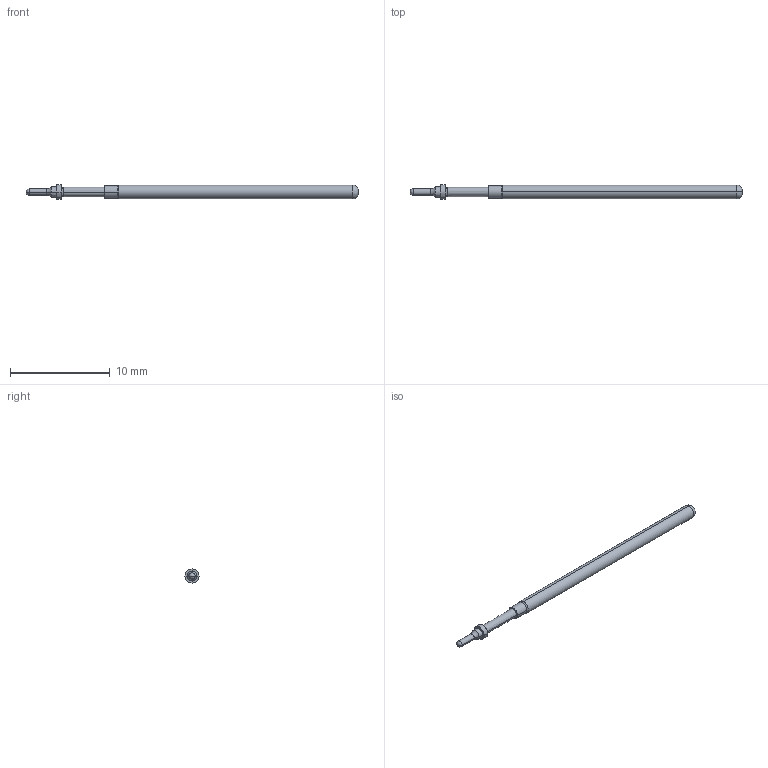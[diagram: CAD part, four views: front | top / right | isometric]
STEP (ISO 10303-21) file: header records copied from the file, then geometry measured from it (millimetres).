
FILE_DESCRIPTION (( 'STEP AP214' ), '1' );
FILE_NAME ('100-PRP2570_.STEP', '2016-05-27T14:04:57', ( 'spare' ), ( '' ), 'SwSTEP 2.0', 'SolidWorks 2016', '' );
FILE_SCHEMA (( 'AUTOMOTIVE_DESIGN' ));
Length unit declared in the file: inch
Products named in the file (1): 100-PRP2570_
Bounding box: 33.28 x 1.42 x 1.42 mm (x, y, z)
Volume: 41.8 mm3; surface area: 132.8 mm2
Topology: 1 solids, 1 shells, 29 faces, 60 edges, 33 vertices
Faces by surface type: torus 10, cylinder 10, cone 6, plane 3
Entity records: 1175 total; most frequent: DIRECTION 160, CARTESIAN_POINT 121, ORIENTED_EDGE 116, AXIS2_PLACEMENT_3D 72, EDGE_CURVE 58, CIRCLE 42, VERTEX_POINT 33, LENGTH_MEASURE_WITH_UNIT 32
